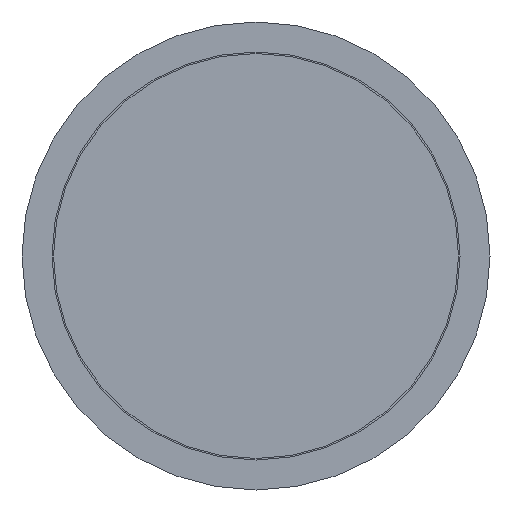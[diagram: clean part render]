
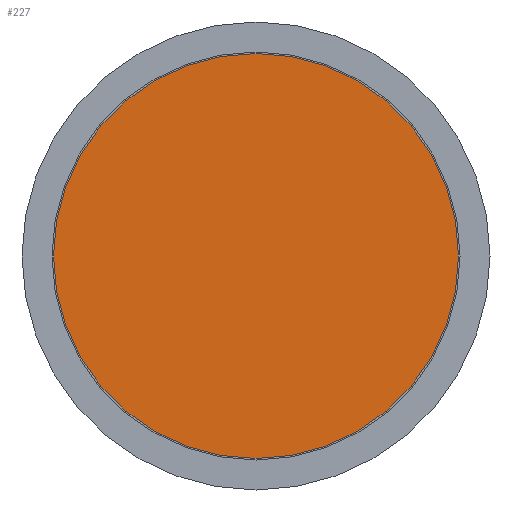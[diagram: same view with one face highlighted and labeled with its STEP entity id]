
A CAD part, front view. The second image highlights one B-rep face of the part: STEP entity #227.
In plain terms, the highlighted planar face has unit normal (0, -1, 0).
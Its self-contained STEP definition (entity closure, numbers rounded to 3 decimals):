
#19 = EDGE_CURVE ( 'NONE', #415, #415, #378, .T. ) ;
#58 = EDGE_LOOP ( 'NONE', ( #273 ) ) ;
#70 = DIRECTION ( 'NONE',  ( 0., -1., 0. ) ) ;
#73 = DIRECTION ( 'NONE',  ( 0., 0., -1. ) ) ;
#91 = FACE_OUTER_BOUND ( 'NONE', #58, .T. ) ;
#127 = CARTESIAN_POINT ( 'NONE',  ( -33.75, 0., 0. ) ) ;
#167 = PLANE ( 'NONE',  #341 ) ;
#227 = ADVANCED_FACE ( 'NONE', ( #91 ), #167, .F. ) ;
#273 = ORIENTED_EDGE ( 'NONE', *, *, #19, .T. ) ;
#292 = CARTESIAN_POINT ( 'NONE',  ( 0., 0., 0. ) ) ;
#309 = DIRECTION ( 'NONE',  ( 0., 1., 0. ) ) ;
#335 = CARTESIAN_POINT ( 'NONE',  ( 0., 0., -33.75 ) ) ;
#341 = AXIS2_PLACEMENT_3D ( 'NONE', #127, #309, #477 ) ;
#378 = CIRCLE ( 'NONE', #470, 33.75 ) ;
#415 = VERTEX_POINT ( 'NONE', #335 ) ;
#470 = AXIS2_PLACEMENT_3D ( 'NONE', #292, #70, #73 ) ;
#477 = DIRECTION ( 'NONE',  ( 0., 0., 1. ) ) ;
